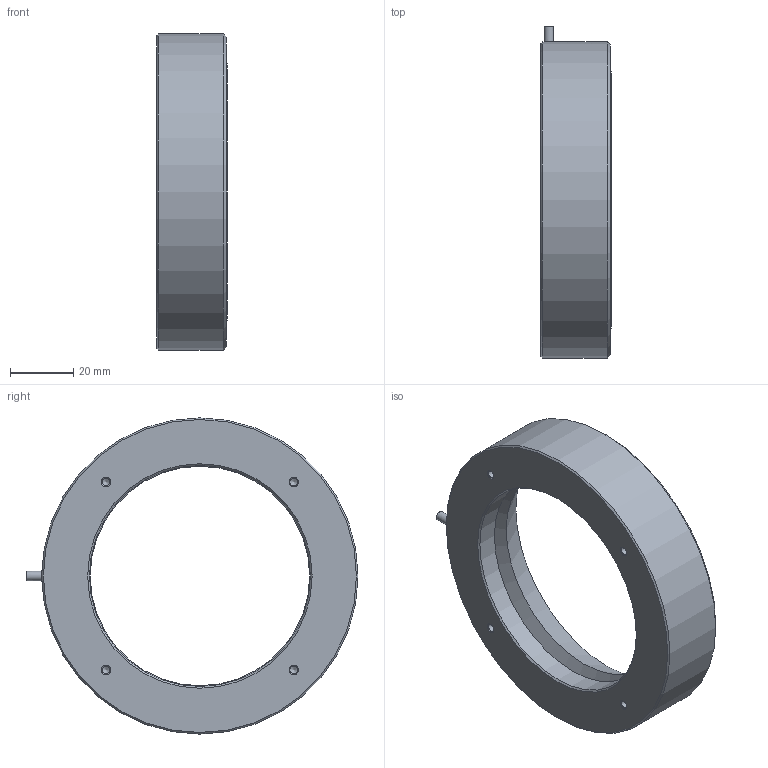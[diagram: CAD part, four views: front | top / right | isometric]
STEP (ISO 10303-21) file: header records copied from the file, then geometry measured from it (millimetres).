
FILE_DESCRIPTION (( 'STEP AP203' ), '1' );
FILE_NAME ('SRL-100x.STEP', '2016-01-26T07:27:05', ( 'CCS Inc' ), ( 'CCS Inc' ), 'SwSTEP 2.0', 'SolidWorks 2011', '' );
FILE_SCHEMA (( 'CONFIG_CONTROL_DESIGN' ));
Length unit declared in the file: millimetre
Products named in the file (1): SRL-100x
Bounding box: 22.2 x 105 x 100 mm (x, y, z)
Volume: 76369.9 mm3; surface area: 28319.5 mm2
Topology: 2 solids, 2 shells, 29 faces, 63 edges, 39 vertices
Faces by surface type: cone 16, cylinder 8, plane 5
Full cylindrical faces by diameter (mm): 2.459 x4, 3 x1, 70 x1, 91 x1, 100 x1
Entity records: 713 total; most frequent: CARTESIAN_POINT 137, DIRECTION 116, ORIENTED_EDGE 58, EDGE_LOOP 58, AXIS2_PLACEMENT_3D 58, FACE_OUTER_BOUND 37, EDGE_CURVE 29, ADVANCED_FACE 29
